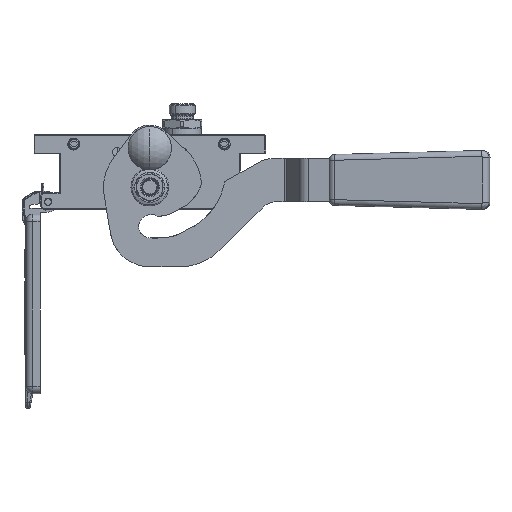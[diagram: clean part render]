
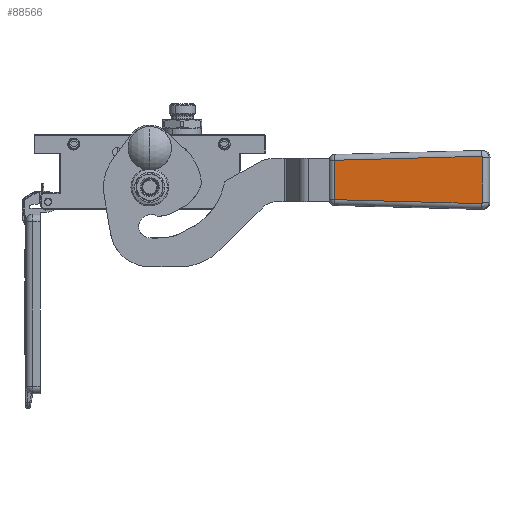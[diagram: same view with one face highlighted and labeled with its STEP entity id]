
A CAD part, front view. The second image highlights one B-rep face of the part: STEP entity #88566.
In plain terms, the highlighted face is planar.
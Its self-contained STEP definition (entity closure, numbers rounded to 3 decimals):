
#524 = AXIS2_PLACEMENT_3D ( 'NONE', #91603, #26446, #35389 ) ;
#2909 = ORIENTED_EDGE ( 'NONE', *, *, #30256, .F. ) ;
#3779 = EDGE_CURVE ( 'NONE', #11399, #50073, #70454, .T. ) ;
#7191 = CARTESIAN_POINT ( 'NONE',  ( -15.754, 0.056, -4.127 ) ) ;
#10322 = CARTESIAN_POINT ( 'NONE',  ( 15.363, 0.055, -4.054 ) ) ;
#11399 = VERTEX_POINT ( 'NONE', #87836 ) ;
#11647 = LINE ( 'NONE', #43841, #65736 ) ;
#12046 = CARTESIAN_POINT ( 'NONE',  ( 16.364, 0.068, -5.014 ) ) ;
#13663 = CARTESIAN_POINT ( 'NONE',  ( -15.43, 0.055, -4.054 ) ) ;
#17864 = CARTESIAN_POINT ( 'NONE',  ( -16.363, 0.069, -5.081 ) ) ;
#18586 = VECTOR ( 'NONE', #69395, 1000. ) ;
#20058 = CARTESIAN_POINT ( 'NONE',  ( 16.301, 0.063, -4.688 ) ) ;
#21650 = CARTESIAN_POINT ( 'NONE',  ( -15.363, 0.055, -4.054 ) ) ;
#22694 = VECTOR ( 'NONE', #86682, 1000. ) ;
#26136 = CARTESIAN_POINT ( 'NONE',  ( -16.355, 0.066, -4.882 ) ) ;
#26192 = ORIENTED_EDGE ( 'NONE', *, *, #29428, .F. ) ;
#26446 = DIRECTION ( 'NONE',  ( 0., 1., 0.014 ) ) ;
#26841 = CARTESIAN_POINT ( 'NONE',  ( 16.084, 0.059, -4.352 ) ) ;
#28189 = LINE ( 'NONE', #29264, #22694 ) ;
#28379 = VERTEX_POINT ( 'NONE', #49735 ) ;
#29264 = CARTESIAN_POINT ( 'NONE',  ( -15.363, 0.055, -4.054 ) ) ;
#29428 = EDGE_CURVE ( 'NONE', #41482, #87510, #81647, .T. ) ;
#30256 = EDGE_CURVE ( 'NONE', #50808, #11399, #53876, .T. ) ;
#30677 = EDGE_CURVE ( 'NONE', #87510, #50808, #28189, .T. ) ;
#33540 = CARTESIAN_POINT ( 'NONE',  ( -16.084, 0.059, -4.352 ) ) ;
#35389 = DIRECTION ( 'NONE',  ( 0., -0.014, 1. ) ) ;
#39700 = CARTESIAN_POINT ( 'NONE',  ( -16.364, 0.068, -5.014 ) ) ;
#41482 = VERTEX_POINT ( 'NONE', #17864 ) ;
#43841 = CARTESIAN_POINT ( 'NONE',  ( 13.607, 1.447, -107.054 ) ) ;
#46808 = CARTESIAN_POINT ( 'NONE',  ( -16.209, 0.061, -4.509 ) ) ;
#47222 = CARTESIAN_POINT ( 'NONE',  ( 15.363, 0.055, -4.054 ) ) ;
#47522 = ORIENTED_EDGE ( 'NONE', *, *, #76905, .F. ) ;
#48140 = CARTESIAN_POINT ( 'NONE',  ( 15.754, 0.056, -4.127 ) ) ;
#49735 = CARTESIAN_POINT ( 'NONE',  ( -13.607, 1.447, -107.054 ) ) ;
#50073 = VERTEX_POINT ( 'NONE', #83635 ) ;
#50808 = VERTEX_POINT ( 'NONE', #10322 ) ;
#53078 = ORIENTED_EDGE ( 'NONE', *, *, #86086, .F. ) ;
#53305 = PLANE ( 'NONE',  #524 ) ;
#53876 = B_SPLINE_CURVE_WITH_KNOTS ( 'NONE', 3,
 ( #47222, #61149, #54629, #48140, #76501, #26841, #54322, #20058, #69409, #12046, #61441 ),
 .UNSPECIFIED., .F., .F.,
 ( 4, 1, 1, 1, 1, 1, 1, 1, 4 ),
 ( 0., 0.125, 0.25, 0.375, 0.5, 0.625, 0.75, 0.875, 1. ),
 .UNSPECIFIED. ) ;
#54310 = CARTESIAN_POINT ( 'NONE',  ( 16.363, 0.069, -5.081 ) ) ;
#54322 = CARTESIAN_POINT ( 'NONE',  ( 16.209, 0.061, -4.509 ) ) ;
#54629 = CARTESIAN_POINT ( 'NONE',  ( 15.562, 0.055, -4.067 ) ) ;
#55770 = DIRECTION ( 'NONE',  ( -0.027, -0.014, 1. ) ) ;
#56482 = VECTOR ( 'NONE', #55770, 1000. ) ;
#56544 = CARTESIAN_POINT ( 'NONE',  ( -15.931, 0.057, -4.223 ) ) ;
#61149 = CARTESIAN_POINT ( 'NONE',  ( 15.43, 0.055, -4.054 ) ) ;
#61441 = CARTESIAN_POINT ( 'NONE',  ( 16.363, 0.069, -5.081 ) ) ;
#63055 = CARTESIAN_POINT ( 'NONE',  ( -15.562, 0.055, -4.067 ) ) ;
#64631 = EDGE_LOOP ( 'NONE', ( #53078, #76103, #2909, #71198, #26192, #47522 ) ) ;
#65736 = VECTOR ( 'NONE', #70701, 1000. ) ;
#68704 = CARTESIAN_POINT ( 'NONE',  ( -16.301, 0.063, -4.688 ) ) ;
#69395 = DIRECTION ( 'NONE',  ( -0.027, 0.014, -1. ) ) ;
#69409 = CARTESIAN_POINT ( 'NONE',  ( 16.355, 0.066, -4.882 ) ) ;
#70454 = LINE ( 'NONE', #54310, #18586 ) ;
#70701 = DIRECTION ( 'NONE',  ( -1., 0., 0. ) ) ;
#71198 = ORIENTED_EDGE ( 'NONE', *, *, #30677, .F. ) ;
#76103 = ORIENTED_EDGE ( 'NONE', *, *, #3779, .F. ) ;
#76501 = CARTESIAN_POINT ( 'NONE',  ( 15.931, 0.057, -4.223 ) ) ;
#76905 = EDGE_CURVE ( 'NONE', #28379, #41482, #82941, .T. ) ;
#81647 = B_SPLINE_CURVE_WITH_KNOTS ( 'NONE', 3,
 ( #82586, #39700, #26136, #68704, #46808, #33540, #56544, #7191, #63055, #13663, #21650 ),
 .UNSPECIFIED., .F., .F.,
 ( 4, 1, 1, 1, 1, 1, 1, 1, 4 ),
 ( 0., 0.125, 0.25, 0.375, 0.5, 0.625, 0.75, 0.875, 1. ),
 .UNSPECIFIED. ) ;
#82586 = CARTESIAN_POINT ( 'NONE',  ( -16.363, 0.069, -5.081 ) ) ;
#82941 = LINE ( 'NONE', #86649, #56482 ) ;
#83635 = CARTESIAN_POINT ( 'NONE',  ( 13.607, 1.447, -107.054 ) ) ;
#86086 = EDGE_CURVE ( 'NONE', #50073, #28379, #11647, .T. ) ;
#86649 = CARTESIAN_POINT ( 'NONE',  ( -13.607, 1.447, -107.054 ) ) ;
#86682 = DIRECTION ( 'NONE',  ( 1., 0., 0. ) ) ;
#87304 = FACE_OUTER_BOUND ( 'NONE', #64631, .T. ) ;
#87510 = VERTEX_POINT ( 'NONE', #91481 ) ;
#87836 = CARTESIAN_POINT ( 'NONE',  ( 16.363, 0.069, -5.081 ) ) ;
#88566 = ADVANCED_FACE ( 'NONE', ( #87304 ), #53305, .F. ) ;
#91481 = CARTESIAN_POINT ( 'NONE',  ( -15.363, 0.055, -4.054 ) ) ;
#91603 = CARTESIAN_POINT ( 'NONE',  ( 50., 1.5, -111. ) ) ;
